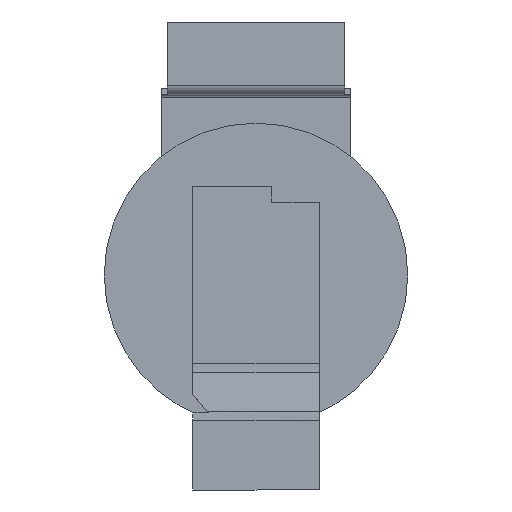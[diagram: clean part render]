
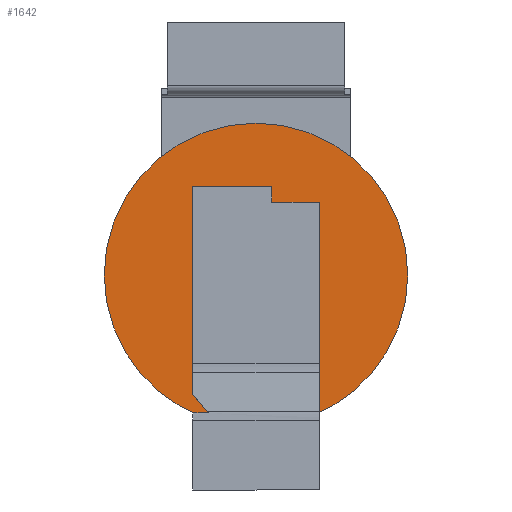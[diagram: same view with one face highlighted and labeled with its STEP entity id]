
A CAD part, front view. The second image highlights one B-rep face of the part: STEP entity #1642.
In plain terms, the highlighted planar face has unit normal (0, -1, 0).
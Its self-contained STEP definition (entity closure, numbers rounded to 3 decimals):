
#121 = DIRECTION ( 'NONE',  ( 0., 0., -1. ) ) ;
#122 = AXIS2_PLACEMENT_3D ( 'NONE', #1370, #763, #127 ) ;
#127 = DIRECTION ( 'NONE',  ( 0., 0., 1. ) ) ;
#173 = EDGE_CURVE ( 'NONE', #1099, #507, #787, .T. ) ;
#198 = CIRCLE ( 'NONE', #1420, 2.4 ) ;
#243 = PLANE ( 'NONE',  #122 ) ;
#264 = CARTESIAN_POINT ( 'NONE',  ( 0., 0.21, 2.4 ) ) ;
#347 = CARTESIAN_POINT ( 'NONE',  ( 0., 0.21, 0. ) ) ;
#507 = VERTEX_POINT ( 'NONE', #264 ) ;
#582 = DIRECTION ( 'NONE',  ( 0., 0., -1. ) ) ;
#693 = FACE_OUTER_BOUND ( 'NONE', #1234, .T. ) ;
#763 = DIRECTION ( 'NONE',  ( 0., 1., 0. ) ) ;
#787 = CIRCLE ( 'NONE', #1033, 2.4 ) ;
#884 = DIRECTION ( 'NONE',  ( 0., -1., 0. ) ) ;
#1033 = AXIS2_PLACEMENT_3D ( 'NONE', #347, #884, #121 ) ;
#1075 = DIRECTION ( 'NONE',  ( 0., -1., 0. ) ) ;
#1099 = VERTEX_POINT ( 'NONE', #1174 ) ;
#1174 = CARTESIAN_POINT ( 'NONE',  ( 0., 0.21, -2.4 ) ) ;
#1234 = EDGE_LOOP ( 'NONE', ( #1505, #1292 ) ) ;
#1292 = ORIENTED_EDGE ( 'NONE', *, *, #1585, .T. ) ;
#1333 = CARTESIAN_POINT ( 'NONE',  ( 0., 0.21, 0. ) ) ;
#1370 = CARTESIAN_POINT ( 'NONE',  ( 0., 0.21, 0. ) ) ;
#1420 = AXIS2_PLACEMENT_3D ( 'NONE', #1333, #1075, #582 ) ;
#1505 = ORIENTED_EDGE ( 'NONE', *, *, #173, .T. ) ;
#1585 = EDGE_CURVE ( 'NONE', #507, #1099, #198, .T. ) ;
#1642 = ADVANCED_FACE ( 'NONE', ( #693 ), #243, .F. ) ;
